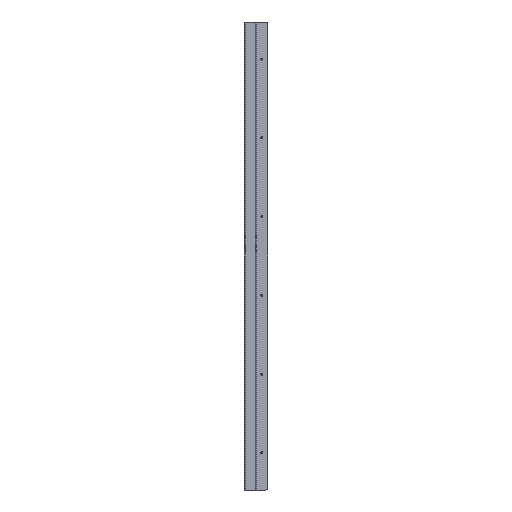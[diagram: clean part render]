
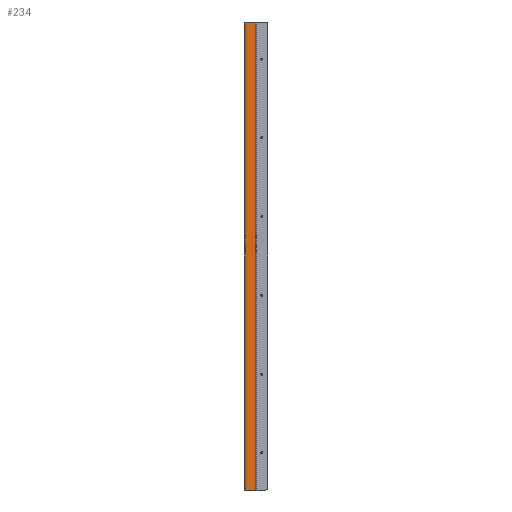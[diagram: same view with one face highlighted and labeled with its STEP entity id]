
A CAD part, front view. The second image highlights one B-rep face of the part: STEP entity #234.
In plain terms, the highlighted planar face has unit normal (0, -1, 0).
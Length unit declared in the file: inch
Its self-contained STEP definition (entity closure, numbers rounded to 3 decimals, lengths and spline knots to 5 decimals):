
#25 = ORIENTED_EDGE ( 'NONE', *, *, #709, .F. ) ;
#34 = EDGE_CURVE ( 'NONE', #541, #708, #881, .T. ) ;
#44 = CARTESIAN_POINT ( 'NONE',  ( -1.405, 0.452, 30. ) ) ;
#56 = DIRECTION ( 'NONE',  ( -1., 0., 0. ) ) ;
#65 = EDGE_CURVE ( 'NONE', #674, #708, #634, .T. ) ;
#69 = CARTESIAN_POINT ( 'NONE',  ( -0.095, 0.452, 30. ) ) ;
#71 = VERTEX_POINT ( 'NONE', #199 ) ;
#80 = EDGE_CURVE ( 'NONE', #71, #541, #565, .T. ) ;
#147 = CARTESIAN_POINT ( 'NONE',  ( -0.095, 0.452, -30. ) ) ;
#164 = VECTOR ( 'NONE', #343, 39.37008 ) ;
#179 = CARTESIAN_POINT ( 'NONE',  ( -1.405, 0.452, -30. ) ) ;
#189 = ORIENTED_EDGE ( 'NONE', *, *, #65, .T. ) ;
#199 = CARTESIAN_POINT ( 'NONE',  ( -1.405, 0.452, -30. ) ) ;
#234 = ADVANCED_FACE ( 'NONE', ( #735 ), #832, .F. ) ;
#260 = DIRECTION ( 'NONE',  ( 1., 0., 0. ) ) ;
#343 = DIRECTION ( 'NONE',  ( 0., 0., 1. ) ) ;
#345 = ORIENTED_EDGE ( 'NONE', *, *, #80, .F. ) ;
#369 = ORIENTED_EDGE ( 'NONE', *, *, #34, .F. ) ;
#437 = CARTESIAN_POINT ( 'NONE',  ( 0., 0.452, -30. ) ) ;
#492 = DIRECTION ( 'NONE',  ( 0., 0., 1. ) ) ;
#501 = DIRECTION ( 'NONE',  ( 0., 0., 1. ) ) ;
#541 = VERTEX_POINT ( 'NONE', #44 ) ;
#565 = LINE ( 'NONE', #179, #717 ) ;
#590 = CARTESIAN_POINT ( 'NONE',  ( 0., 0.452, -30. ) ) ;
#634 = LINE ( 'NONE', #900, #164 ) ;
#637 = AXIS2_PLACEMENT_3D ( 'NONE', #437, #659, #501 ) ;
#647 = EDGE_LOOP ( 'NONE', ( #369, #345, #25, #189 ) ) ;
#659 = DIRECTION ( 'NONE',  ( 0., 1., 0. ) ) ;
#674 = VERTEX_POINT ( 'NONE', #147 ) ;
#708 = VERTEX_POINT ( 'NONE', #69 ) ;
#709 = EDGE_CURVE ( 'NONE', #674, #71, #737, .T. ) ;
#717 = VECTOR ( 'NONE', #492, 39.37008 ) ;
#735 = FACE_OUTER_BOUND ( 'NONE', #647, .T. ) ;
#737 = LINE ( 'NONE', #590, #933 ) ;
#756 = VECTOR ( 'NONE', #260, 39.37008 ) ;
#786 = CARTESIAN_POINT ( 'NONE',  ( 0., 0.452, 30. ) ) ;
#832 = PLANE ( 'NONE',  #637 ) ;
#881 = LINE ( 'NONE', #786, #756 ) ;
#900 = CARTESIAN_POINT ( 'NONE',  ( -0.095, 0.452, -30. ) ) ;
#933 = VECTOR ( 'NONE', #56, 39.37008 ) ;
